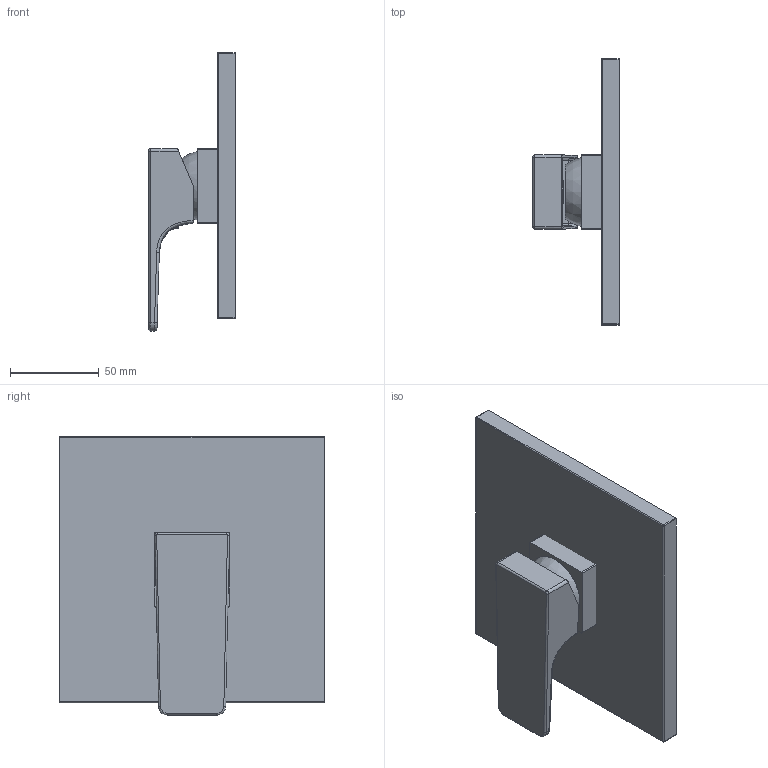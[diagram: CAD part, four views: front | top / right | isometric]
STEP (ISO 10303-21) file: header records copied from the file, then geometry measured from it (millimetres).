
FILE_DESCRIPTION(/* description */ (''),/* implementation_level */ '2;1');
FILE_NAME(/* name */ '3D_TVS125002000_ArchitecturaSquare.step',/* time_stamp */ '2022-12-01T12:03:39+01:00',/* author */ (''),/* organization */ (''),/* preprocessor_version */ 'ST-DEVELOPER v19.2',/* originating_system */ 'Autodesk Translation Framework v11.17.0.187',/* authorisation */ '');
FILE_SCHEMA (('AUTOMOTIVE_DESIGN { 1 0 10303 214 3 1 1 }'));
Length unit declared in the file: millimetre
Products named in the file (28): (Nicht gespeichert); 80T01291; 81TS0200; 8J22X2A; 8XJS0200; 7SJ56266; 8SJBS000; 104F585HY; 82T00R37; 82T00364; J10350KS00_ASM; J10350KS00-R01; 8YG16045; 8ZG16363; 86BS0000; 8XJBS003; 8PM5X45; 8MB0112_ASM; 80W0112; 80W14364; 80P35VEJ2; 8CM5X7; 80N16494; 8J171X24A; 8BS40X112; 8BS25; 8XJ14364; 8EM5X5
Assembly tree (45 placements, depth 3):
  (Nicht gespeichert)
    80T01291
    81TS0200  x2
    8J22X2A  x2
    8XJS0200  x2
    7SJ56266  x2
    8J171X24A  x8
    8SJBS000  x4
    104F585HY
    82T00R37
    82T00364
    J10350KS00_ASM
      J10350KS00-R01
    8YG16045
    8ZG16363
    86BS0000
    8XJBS003
    8PM5X45  x4
    8MB0112_ASM
      80W0112
      80W14364
    80P35VEJ2
    8CM5X7
    80N16494
    8BS40X112
    8BS25
    8XJ14364
    8EM5X5  x2
Bounding box: 48.6 x 150 x 156.95 mm (x, y, z)
Volume: 280968 mm3; surface area: 76092.8 mm2
Topology: 4 solids, 5 shells, 124 faces, 295 edges, 181 vertices
Faces by surface type: plane 46, cylinder 44, bspline 10, sphere 9, torus 8, cone 7
Full cylindrical faces by diameter (mm): 4.2 x1, 5.1 x1, 5.2 x1, 30 x1, 30.8 x1
Entity records: 5594 total; most frequent: CARTESIAN_POINT 1776, DIRECTION 775, ORIENTED_EDGE 587, AXIS2_PLACEMENT_3D 308, EDGE_CURVE 294, VERTEX_POINT 181, LINE 159, VECTOR 159
